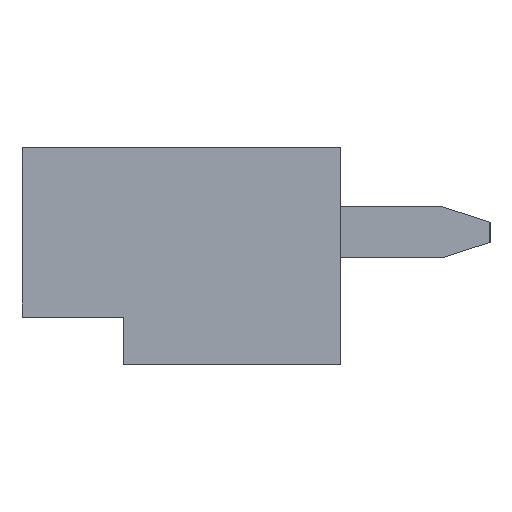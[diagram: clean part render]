
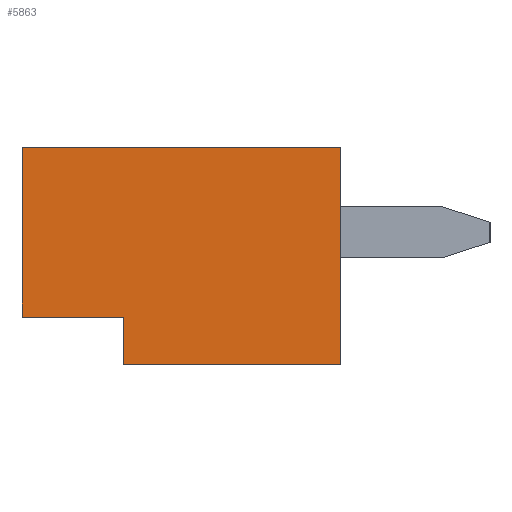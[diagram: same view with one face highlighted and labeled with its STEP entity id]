
A CAD part, left-side view. The second image highlights one B-rep face of the part: STEP entity #5863.
In plain terms, the highlighted planar face has unit normal (-1, 0, 0).
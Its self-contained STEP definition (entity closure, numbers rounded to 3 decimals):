
#379=FACE_OUTER_BOUND('',#702,.T.);
#702=EDGE_LOOP('',(#5173,#5174,#5175,#5176,#5177,#5178));
#1385=LINE('',#9028,#2187);
#1405=LINE('',#9067,#2207);
#1410=LINE('',#9079,#2212);
#1415=LINE('',#9089,#2217);
#1434=LINE('',#9126,#2236);
#1441=LINE('',#9139,#2243);
#2187=VECTOR('',#7438,10.);
#2207=VECTOR('',#7460,10.);
#2212=VECTOR('',#7467,10.);
#2217=VECTOR('',#7474,10.);
#2236=VECTOR('',#7501,10.);
#2243=VECTOR('',#7510,10.);
#2735=VERTEX_POINT('',#9025);
#2736=VERTEX_POINT('',#9027);
#2754=VERTEX_POINT('',#9065);
#2759=VERTEX_POINT('',#9076);
#2760=VERTEX_POINT('',#9078);
#2764=VERTEX_POINT('',#9088);
#3493=EDGE_CURVE('',#2736,#2735,#1385,.T.);
#3513=EDGE_CURVE('',#2735,#2754,#1405,.T.);
#3518=EDGE_CURVE('',#2760,#2759,#1410,.T.);
#3523=EDGE_CURVE('',#2764,#2760,#1415,.T.);
#3542=EDGE_CURVE('',#2764,#2754,#1434,.T.);
#3549=EDGE_CURVE('',#2736,#2759,#1441,.T.);
#5173=ORIENTED_EDGE('',*,*,#3518,.T.);
#5174=ORIENTED_EDGE('',*,*,#3549,.F.);
#5175=ORIENTED_EDGE('',*,*,#3493,.T.);
#5176=ORIENTED_EDGE('',*,*,#3513,.T.);
#5177=ORIENTED_EDGE('',*,*,#3542,.F.);
#5178=ORIENTED_EDGE('',*,*,#3523,.T.);
#5544=PLANE('',#6211);
#5863=ADVANCED_FACE('',(#379),#5544,.T.);
#6211=AXIS2_PLACEMENT_3D('',#9285,#7654,#7655);
#7438=DIRECTION('',(0.,0.,1.));
#7460=DIRECTION('',(0.,1.,0.));
#7467=DIRECTION('',(0.,0.,-1.));
#7474=DIRECTION('',(0.,-1.,0.));
#7501=DIRECTION('',(0.,0.,1.));
#7510=DIRECTION('',(0.,1.,0.));
#7654=DIRECTION('center_axis',(-1.,0.,0.));
#7655=DIRECTION('ref_axis',(0.,0.,1.));
#9025=CARTESIAN_POINT('',(0.,0.,0.));
#9027=CARTESIAN_POINT('',(0.,0.,-3.2));
#9028=CARTESIAN_POINT('',(0.,0.,-3.2));
#9065=CARTESIAN_POINT('',(0.,4.7,0.));
#9067=CARTESIAN_POINT('',(0.,0.,0.));
#9076=CARTESIAN_POINT('',(0.,3.2,-3.2));
#9078=CARTESIAN_POINT('',(0.,3.2,-2.5));
#9079=CARTESIAN_POINT('',(0.,3.2,-2.85));
#9088=CARTESIAN_POINT('',(0.,4.7,-2.5));
#9089=CARTESIAN_POINT('',(0.,2.35,-2.5));
#9126=CARTESIAN_POINT('',(0.,4.7,-3.2));
#9139=CARTESIAN_POINT('',(0.,0.,-3.2));
#9285=CARTESIAN_POINT('Origin',(0.,0.,-3.2));
